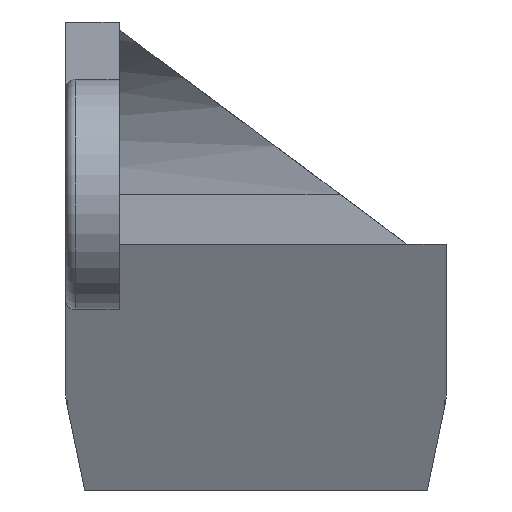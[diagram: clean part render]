
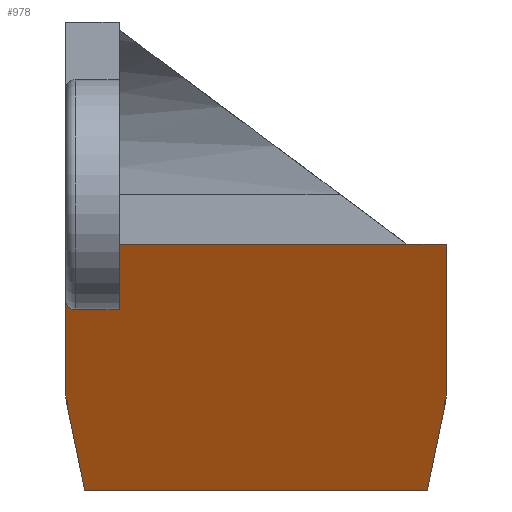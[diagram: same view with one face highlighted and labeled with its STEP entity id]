
A CAD part, left-side view. The second image highlights one B-rep face of the part: STEP entity #978.
In plain terms, the highlighted planar face has unit normal (-0.889, 0, -0.458).
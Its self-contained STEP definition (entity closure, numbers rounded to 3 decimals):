
#80=DIRECTION('',(-0.45,0.18,0.875));
#81=VECTOR('',#80,4.897);
#82=CARTESIAN_POINT('',(-8.943,8.645,-2.2));
#83=LINE('',#82,#81);
#293=DIRECTION('',(0.,1.,0.));
#294=VECTOR('',#293,2.);
#295=CARTESIAN_POINT('',(-15.326,-9.6,10.2));
#296=LINE('',#295,#294);
#306=CARTESIAN_POINT('',(-11.519,9.6,2.805));
#307=CARTESIAN_POINT('',(-11.394,9.6,2.562));
#308=CARTESIAN_POINT('',(-11.27,9.578,2.321));
#309=CARTESIAN_POINT('',(-11.147,9.528,2.082));
#311=DIRECTION('',(-0.458,0.,0.889));
#312=VECTOR('',#311,5.169);
#313=CARTESIAN_POINT('',(-11.519,9.6,2.805));
#314=LINE('',#313,#312);
#315=DIRECTION('',(0.,-1.,0.));
#316=VECTOR('',#315,2.2);
#317=CARTESIAN_POINT('',(-13.627,9.1,6.9));
#318=LINE('',#317,#316);
#319=DIRECTION('',(0.458,0.,-0.889));
#320=VECTOR('',#319,3.712);
#321=CARTESIAN_POINT('',(-15.326,6.9,10.2));
#322=LINE('',#321,#320);
#323=DIRECTION('',(0.,1.,0.));
#324=VECTOR('',#323,14.5);
#325=CARTESIAN_POINT('',(-15.326,-7.6,10.2));
#326=LINE('',#325,#324);
#327=DIRECTION('',(0.458,0.,-0.889));
#328=VECTOR('',#327,8.318);
#329=CARTESIAN_POINT('',(-15.326,-9.6,10.2));
#330=LINE('',#329,#328);
#331=CARTESIAN_POINT('',(-11.147,-9.528,2.082));
#332=CARTESIAN_POINT('',(-11.27,-9.578,2.321));
#333=CARTESIAN_POINT('',(-11.394,-9.6,2.562));
#334=CARTESIAN_POINT('',(-11.519,-9.6,2.805));
#336=DIRECTION('',(0.,1.,0.));
#337=VECTOR('',#336,17.29);
#338=CARTESIAN_POINT('',(-8.943,-8.645,-2.2));
#339=LINE('',#338,#337);
#460=CARTESIAN_POINT('',(-13.627,9.1,6.9));
#461=CARTESIAN_POINT('',(-13.627,9.144,6.9));
#462=CARTESIAN_POINT('',(-13.633,9.22,6.911));
#463=CARTESIAN_POINT('',(-13.657,9.346,6.957));
#464=CARTESIAN_POINT('',(-13.702,9.467,7.046));
#465=CARTESIAN_POINT('',(-13.778,9.567,7.193));
#466=CARTESIAN_POINT('',(-13.844,9.6,7.321));
#467=CARTESIAN_POINT('',(-13.885,9.6,7.4));
#509=DIRECTION('',(-0.45,-0.18,0.875));
#510=VECTOR('',#509,4.897);
#511=CARTESIAN_POINT('',(-8.943,-8.645,-2.2));
#512=LINE('',#511,#510);
#541=CARTESIAN_POINT('',(-8.943,-8.645,-2.2));
#542=CARTESIAN_POINT('',(-8.943,8.645,-2.2));
#543=VERTEX_POINT('',#541);
#544=VERTEX_POINT('',#542);
#565=CARTESIAN_POINT('',(-13.627,6.9,6.9));
#567=VERTEX_POINT('',#565);
#569=CARTESIAN_POINT('',(-15.326,-7.6,10.2));
#570=CARTESIAN_POINT('',(-15.326,6.9,10.2));
#571=VERTEX_POINT('',#569);
#572=VERTEX_POINT('',#570);
#573=CARTESIAN_POINT('',(-15.326,-9.6,10.2));
#574=VERTEX_POINT('',#573);
#619=CARTESIAN_POINT('',(-13.885,9.6,7.4));
#620=VERTEX_POINT('',#619);
#621=CARTESIAN_POINT('',(-13.627,9.1,6.9));
#622=VERTEX_POINT('',#621);
#625=VERTEX_POINT('',#331);
#626=VERTEX_POINT('',#334);
#635=CARTESIAN_POINT('',(-11.519,9.6,2.805));
#636=VERTEX_POINT('',#635);
#637=VERTEX_POINT('',#309);
#952=CARTESIAN_POINT('',(-8.943,-8.995,-2.2));
#953=DIRECTION('',(-0.889,0.,-0.458));
#954=DIRECTION('',(-0.458,0.,0.889));
#955=AXIS2_PLACEMENT_3D('',#952,#953,#954);
#956=PLANE('',#955);
#957=ORIENTED_EDGE('',*,*,#773,.F.);
#959=ORIENTED_EDGE('',*,*,#958,.T.);
#961=ORIENTED_EDGE('',*,*,#960,.F.);
#963=ORIENTED_EDGE('',*,*,#962,.T.);
#965=ORIENTED_EDGE('',*,*,#964,.F.);
#967=ORIENTED_EDGE('',*,*,#966,.F.);
#968=ORIENTED_EDGE('',*,*,#928,.F.);
#970=ORIENTED_EDGE('',*,*,#969,.T.);
#971=ORIENTED_EDGE('',*,*,#942,.F.);
#973=ORIENTED_EDGE('',*,*,#972,.F.);
#974=ORIENTED_EDGE('',*,*,#727,.T.);
#975=ORIENTED_EDGE('',*,*,#749,.T.);
#976=EDGE_LOOP('',(#957,#959,#961,#963,#965,#967,#968,#970,#971,#973,#974,
#975));
#977=FACE_OUTER_BOUND('',#976,.F.);
#978=ADVANCED_FACE('',(#977),#956,.T.);
#310=B_SPLINE_CURVE_WITH_KNOTS('',3,(#306,#307,#308,#309),.UNSPECIFIED.,.F.,.F.,
(4,4),(0.,1.),.UNSPECIFIED.);
#335=B_SPLINE_CURVE_WITH_KNOTS('',3,(#331,#332,#333,#334),.UNSPECIFIED.,.F.,.F.,
(4,4),(0.,1.),.UNSPECIFIED.);
#468=B_SPLINE_CURVE_WITH_KNOTS('',3,(#460,#461,#462,#463,#464,#465,#466,#467),
.UNSPECIFIED.,.F.,.F.,(4,1,1,1,1,4),(0.,0.125,0.25,0.5,0.75,1.),
.UNSPECIFIED.);
#727=EDGE_CURVE('',#543,#544,#339,.T.);
#749=EDGE_CURVE('',#544,#637,#83,.T.);
#773=EDGE_CURVE('',#636,#637,#310,.T.);
#928=EDGE_CURVE('',#574,#571,#296,.T.);
#942=EDGE_CURVE('',#625,#626,#335,.T.);
#958=EDGE_CURVE('',#636,#620,#314,.T.);
#960=EDGE_CURVE('',#622,#620,#468,.T.);
#962=EDGE_CURVE('',#622,#567,#318,.T.);
#964=EDGE_CURVE('',#572,#567,#322,.T.);
#966=EDGE_CURVE('',#571,#572,#326,.T.);
#969=EDGE_CURVE('',#574,#626,#330,.T.);
#972=EDGE_CURVE('',#543,#625,#512,.T.);
